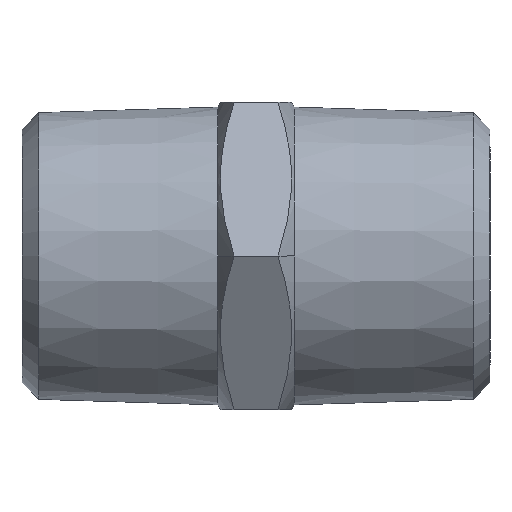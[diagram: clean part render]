
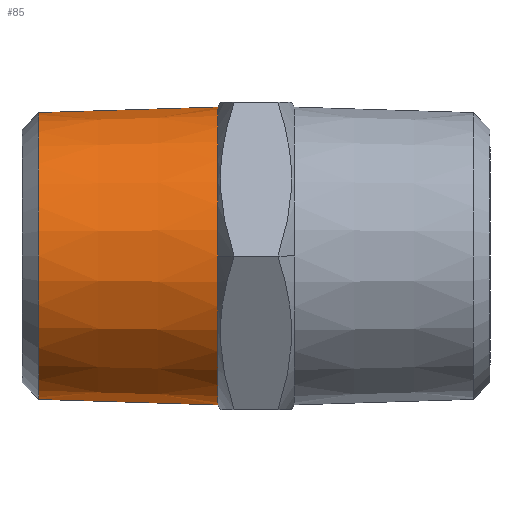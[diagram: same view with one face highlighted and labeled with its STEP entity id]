
A CAD part, left-side view. The second image highlights one B-rep face of the part: STEP entity #85.
In plain terms, the highlighted conical face has half-angle 1.78 degrees and reference radius 10.459 mm.
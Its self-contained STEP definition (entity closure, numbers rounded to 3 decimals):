
#85=ADVANCED_FACE('',(#171),#172,.T.);
#171=FACE_OUTER_BOUND('',#258,.T.);
#172=CONICAL_SURFACE('',#259,10.459,0.031);
#258=EDGE_LOOP('',(#430,#431,#432,#433,#434));
#259=AXIS2_PLACEMENT_3D('',#435,#436,#437);
#430=ORIENTED_EDGE('',*,*,#584,.F.);
#431=ORIENTED_EDGE('',*,*,#585,.F.);
#432=ORIENTED_EDGE('',*,*,#586,.F.);
#433=ORIENTED_EDGE('',*,*,#522,.F.);
#434=ORIENTED_EDGE('',*,*,#587,.F.);
#435=CARTESIAN_POINT('',(0.0,11.9,0.0));
#436=DIRECTION('',(-0.0,-1.0,0.0));
#437=DIRECTION('',(0.0,0.0,1.0));
#522=EDGE_CURVE('',#612,#615,#616,.T.);
#584=EDGE_CURVE('',#604,#706,#707,.T.);
#585=EDGE_CURVE('',#606,#604,#708,.T.);
#586=EDGE_CURVE('',#615,#606,#709,.T.);
#587=EDGE_CURVE('',#706,#612,#710,.T.);
#604=VERTEX_POINT('',#727);
#606=VERTEX_POINT('',#730);
#612=VERTEX_POINT('',#737);
#615=VERTEX_POINT('',#741);
#616=CIRCLE('',#742,10.658);
#706=VERTEX_POINT('',#959);
#707=LINE('',#960,#961);
#708=CIRCLE('',#962,10.26);
#709=LINE('',#963,#964);
#710=CIRCLE('',#965,10.658);
#727=CARTESIAN_POINT('',(0.,18.301,10.26));
#730=CARTESIAN_POINT('',(0.0,18.301,-10.26));
#737=CARTESIAN_POINT('',(-10.658,5.5,0.));
#741=CARTESIAN_POINT('',(0.,5.5,-10.658));
#742=AXIS2_PLACEMENT_3D('',#989,#990,#991);
#959=CARTESIAN_POINT('',(0.0,5.5,10.658));
#960=CARTESIAN_POINT('',(0.,11.9,10.459));
#961=VECTOR('',#1053,1.0);
#962=AXIS2_PLACEMENT_3D('',#1054,#1055,#1056);
#963=CARTESIAN_POINT('',(0.,11.9,-10.459));
#964=VECTOR('',#1057,1.0);
#965=AXIS2_PLACEMENT_3D('',#1058,#1059,#1060);
#989=CARTESIAN_POINT('',(0.0,5.5,0.0));
#990=DIRECTION('',(0.0,-1.0,0.0));
#991=DIRECTION('',(1.0,0.0,0.0));
#1053=DIRECTION('',(0.,-1.,0.031));
#1054=CARTESIAN_POINT('',(0.0,18.301,0.0));
#1055=DIRECTION('',(0.0,1.0,0.0));
#1056=DIRECTION('',(0.0,0.0,1.0));
#1057=DIRECTION('',(0.,1.,0.031));
#1058=CARTESIAN_POINT('',(0.0,5.5,0.0));
#1059=DIRECTION('',(0.0,-1.0,0.0));
#1060=DIRECTION('',(1.0,0.0,0.0));
